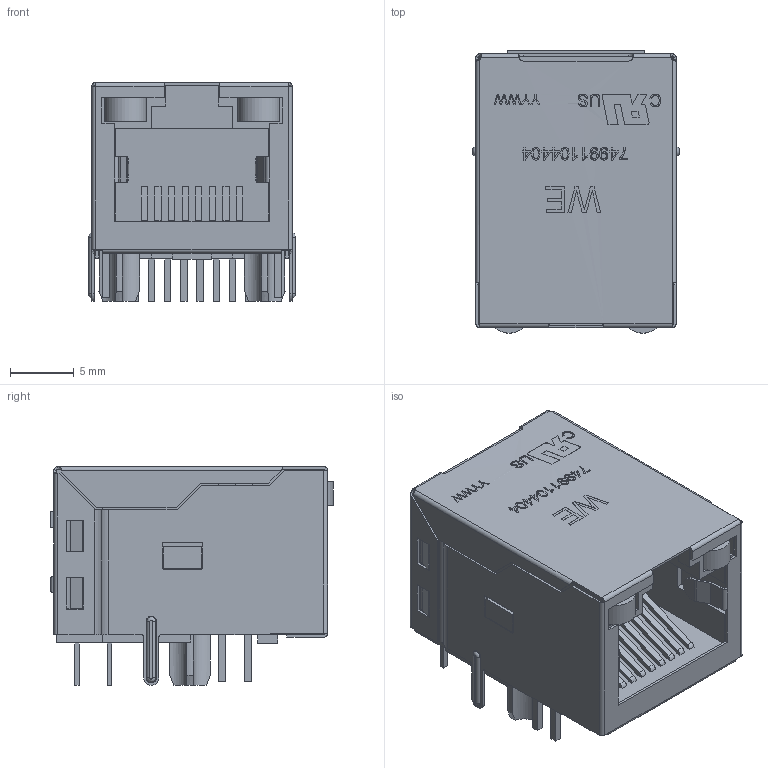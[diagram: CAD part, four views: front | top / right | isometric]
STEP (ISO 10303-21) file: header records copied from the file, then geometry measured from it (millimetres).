
FILE_DESCRIPTION(/* description */ ('Unknown'),/* implementation_level */ '2;1');
FILE_NAME(/* name */ 'T_Wurth_WE-RJ45LAN_74991104404',/* time_stamp */ '2025-08-21T17:05:21+08:00',/* author */ ('Unknown'),/* organization */ ('Unknown'),/* preprocessor_version */ 'ST-DEVELOPER v19.4',/* originating_system */ 'Solid Edge',/* authorisation */ 'Unknown');
FILE_SCHEMA (('AUTOMOTIVE_DESIGN {1 0 10303 214 3 1 1}'));
Length unit declared in the file: millimetre
Products named in the file (2): T_Wurth_WE-RJ45LAN_74991104404
Assembly tree (1 placements, depth 2):
  T_Wurth_WE-RJ45LAN_74991104404
    T_Wurth_WE-RJ45LAN_74991104404
Bounding box: 16.25 x 22.2 x 17.2 mm (x, y, z)
Volume: 3052.4 mm3; surface area: 5810.9 mm2
Topology: 4 solids, 4 shells, 894 faces, 2323 edges, 1509 vertices
Faces by surface type: plane 681, cylinder 140, bspline 49, torus 16, cone 8
Entity records: 34655 total; most frequent: CARTESIAN_POINT 7132, ORIENTED_EDGE 4634, DIRECTION 3876, EDGE_CURVE 2317, LINE 1630, VECTOR 1630, VERTEX_POINT 1509, AXIS2_PLACEMENT_3D 1123
